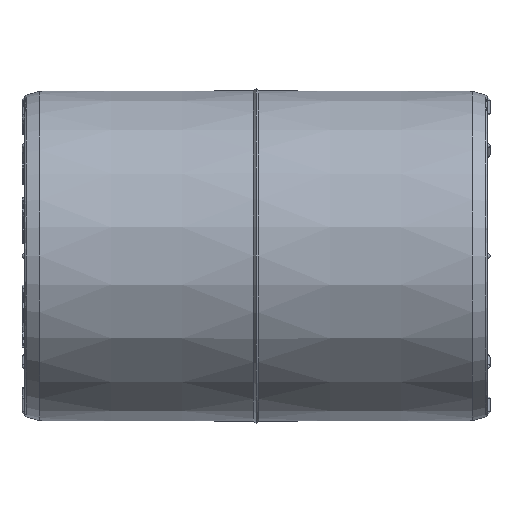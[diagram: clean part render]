
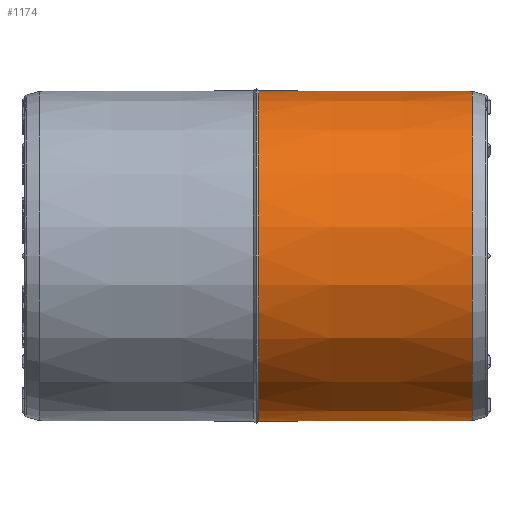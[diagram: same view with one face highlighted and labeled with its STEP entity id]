
A CAD part, left-side view. The second image highlights one B-rep face of the part: STEP entity #1174.
In plain terms, the highlighted conical face has half-angle 0.128 degrees and reference radius 16.067 mm.
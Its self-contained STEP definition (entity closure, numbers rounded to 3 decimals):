
#109=CONICAL_SURFACE('',#19533,16.067,0.128);
#1174=ADVANCED_FACE('',(#5370,#5371),#109,.T.);
#3299=CIRCLE('',#19530,16.067);
#3300=CIRCLE('',#19532,16.114);
#5370=FACE_BOUND('',#5467,.T.);
#5371=FACE_BOUND('',#5468,.T.);
#5467=EDGE_LOOP('',(#7452));
#5468=EDGE_LOOP('',(#7453));
#7452=ORIENTED_EDGE('',*,*,#15419,.F.);
#7453=ORIENTED_EDGE('',*,*,#15418,.T.);
#13390=VERTEX_POINT('',#29077);
#13391=VERTEX_POINT('',#29080);
#15418=EDGE_CURVE('',#13390,#13390,#3299,.T.);
#15419=EDGE_CURVE('',#13391,#13391,#3300,.T.);
#19530=AXIS2_PLACEMENT_3D('',#29076,#20918,#20919);
#19532=AXIS2_PLACEMENT_3D('',#29079,#20922,#20923);
#19533=AXIS2_PLACEMENT_3D('',#29081,#20924,#20925);
#20918=DIRECTION('',(0.,1.,0.));
#20919=DIRECTION('',(0.,0.,1.));
#20922=DIRECTION('',(0.,1.,0.));
#20923=DIRECTION('',(0.,0.,1.));
#20924=DIRECTION('',(0.,1.,0.));
#20925=DIRECTION('',(0.,0.,1.));
#29076=CARTESIAN_POINT('',(9376.209,2594.997,0.252));
#29077=CARTESIAN_POINT('',(9376.209,2594.997,16.319));
#29079=CARTESIAN_POINT('',(9376.209,2615.83,0.252));
#29080=CARTESIAN_POINT('',(9376.209,2615.83,16.365));
#29081=CARTESIAN_POINT('',(9376.209,2594.997,0.252));
